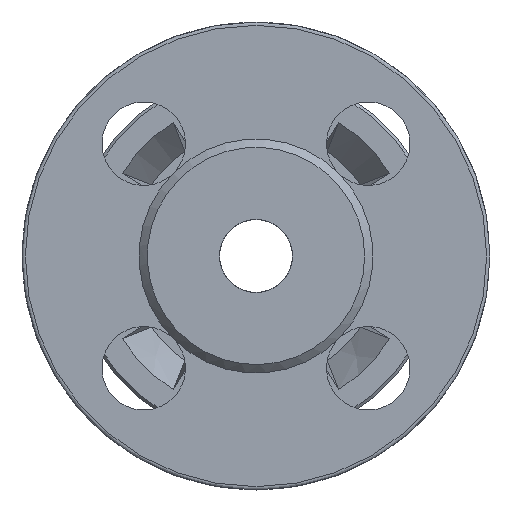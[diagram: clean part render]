
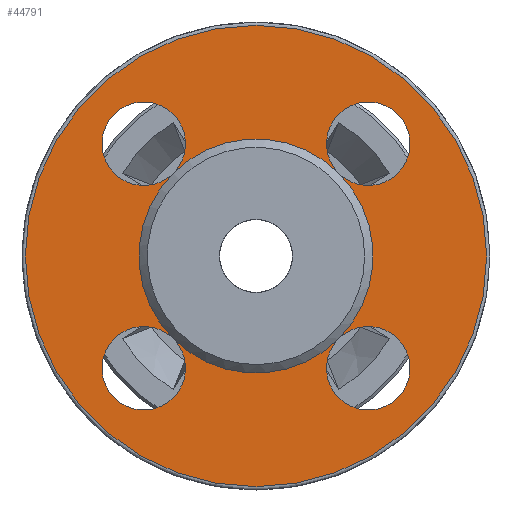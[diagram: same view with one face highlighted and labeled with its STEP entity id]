
A CAD part, front view. The second image highlights one B-rep face of the part: STEP entity #44791.
In plain terms, the highlighted free-form (B-spline) face has degree [1, 1] with [2, 2] control points.
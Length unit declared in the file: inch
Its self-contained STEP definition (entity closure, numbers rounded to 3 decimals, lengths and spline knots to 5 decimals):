
#44221=CARTESIAN_POINT('',(-116.95911,54.5432,13.91224));
#44222=VERTEX_POINT('',#44221);
#44223=CARTESIAN_POINT('',(-117.18008,54.32222,13.91224));
#44224=DIRECTION('',(0.,0.,-1.0));
#44225=DIRECTION('',(0.707,-0.707,0.));
#44226=AXIS2_PLACEMENT_3D('',#44223,#44224,#44225);
#44227=CIRCLE('',#44226,0.3125);
#44228=EDGE_CURVE('',#44222,#44222,#44227,.T.);
#44249=CARTESIAN_POINT('',(-115.72168,54.5432,13.91224));
#44250=VERTEX_POINT('',#44249);
#44251=CARTESIAN_POINT('',(-115.50071,54.32222,13.91224));
#44252=DIRECTION('',(0.,0.,-1.0));
#44253=DIRECTION('',(0.707,-0.707,0.));
#44254=AXIS2_PLACEMENT_3D('',#44251,#44252,#44253);
#44255=CIRCLE('',#44254,0.3125);
#44256=EDGE_CURVE('',#44250,#44250,#44255,.T.);
#44298=CARTESIAN_POINT('',(-115.72168,55.78063,13.91224));
#44299=VERTEX_POINT('',#44298);
#44300=CARTESIAN_POINT('',(-116.34039,55.16191,13.91224));
#44301=DIRECTION('',(0.0,0.0,1.0));
#44302=DIRECTION('',(1.0,0.0,0.0));
#44303=AXIS2_PLACEMENT_3D('',#44300,#44301,#44302);
#44304=CIRCLE('',#44303,0.875);
#44305=EDGE_CURVE('',#44250,#44299,#44304,.T.);
#44307=CARTESIAN_POINT('',(-116.95911,55.78063,13.91224));
#44308=VERTEX_POINT('',#44307);
#44309=CARTESIAN_POINT('',(-116.34039,55.16191,13.91224));
#44310=DIRECTION('',(0.0,0.0,1.0));
#44311=DIRECTION('',(1.0,0.0,0.0));
#44312=AXIS2_PLACEMENT_3D('',#44309,#44310,#44311);
#44313=CIRCLE('',#44312,0.875);
#44314=EDGE_CURVE('',#44299,#44308,#44313,.T.);
#44316=CARTESIAN_POINT('',(-116.34039,55.16191,13.91224));
#44317=DIRECTION('',(0.0,0.0,-1.0));
#44318=DIRECTION('',(1.0,0.0,0.0));
#44319=AXIS2_PLACEMENT_3D('',#44316,#44317,#44318);
#44320=CIRCLE('',#44319,0.875);
#44321=EDGE_CURVE('',#44222,#44308,#44320,.T.);
#44323=CARTESIAN_POINT('',(-116.34039,55.16191,13.91224));
#44324=DIRECTION('',(0.0,0.0,-1.0));
#44325=DIRECTION('',(1.0,0.0,0.0));
#44326=AXIS2_PLACEMENT_3D('',#44323,#44324,#44325);
#44327=CIRCLE('',#44326,0.875);
#44328=EDGE_CURVE('',#44250,#44222,#44327,.T.);
#44506=CARTESIAN_POINT('',(-117.18008,56.0016,13.91224));
#44507=DIRECTION('',(0.,0.,1.));
#44508=DIRECTION('',(0.707,0.707,0.));
#44509=AXIS2_PLACEMENT_3D('',#44506,#44507,#44508);
#44510=CIRCLE('',#44509,0.3125);
#44511=EDGE_CURVE('',#44308,#44308,#44510,.T.);
#44545=CARTESIAN_POINT('',(-115.50071,56.0016,13.91224));
#44546=DIRECTION('',(0.,0.,1.));
#44547=DIRECTION('',(0.707,0.707,0.));
#44548=AXIS2_PLACEMENT_3D('',#44545,#44546,#44547);
#44549=CIRCLE('',#44548,0.3125);
#44550=EDGE_CURVE('',#44299,#44299,#44549,.T.);
#44758=CARTESIAN_POINT('',(-114.61539,55.16191,13.91224));
#44759=VERTEX_POINT('',#44758);
#44760=CARTESIAN_POINT('',(-116.34039,55.16191,13.91224));
#44761=DIRECTION('',(0.0,0.0,1.0));
#44762=DIRECTION('',(0.0,1.0,0.0));
#44763=AXIS2_PLACEMENT_3D('',#44760,#44761,#44762);
#44764=CIRCLE('',#44763,1.725);
#44765=EDGE_CURVE('',#44759,#44759,#44764,.T.);
#44773=CARTESIAN_POINT('',(-112.89039,55.16191,13.91224));
#44774=CARTESIAN_POINT('',(-116.34039,58.61191,13.91224));
#44775=CARTESIAN_POINT('',(-116.34039,51.71191,13.91224));
#44776=CARTESIAN_POINT('',(-119.79039,55.16191,13.91224));
#44777=B_SPLINE_SURFACE_WITH_KNOTS('',1,1,((#44773,#44775),(#44774,#44776)),.UNSPECIFIED.,.F.,.F.,.U.,(2,2),(2,2),(0.0,4.87904),(0.0,4.87904),.UNSPECIFIED.);
#44778=ORIENTED_EDGE('',*,*,#44765,.T.);
#44779=EDGE_LOOP('',(#44778));
#44780=FACE_OUTER_BOUND('',#44779,.T.);
#44781=ORIENTED_EDGE('',*,*,#44305,.F.);
#44782=ORIENTED_EDGE('',*,*,#44256,.T.);
#44783=ORIENTED_EDGE('',*,*,#44328,.T.);
#44784=ORIENTED_EDGE('',*,*,#44228,.T.);
#44785=ORIENTED_EDGE('',*,*,#44321,.T.);
#44786=ORIENTED_EDGE('',*,*,#44511,.F.);
#44787=ORIENTED_EDGE('',*,*,#44314,.F.);
#44788=ORIENTED_EDGE('',*,*,#44550,.F.);
#44789=EDGE_LOOP('',(#44781,#44782,#44783,#44784,#44785,#44786,#44787,#44788));
#44790=FACE_BOUND('',#44789,.T.);
#44791=ADVANCED_FACE('',(#44780,#44790),#44777,.T.);
